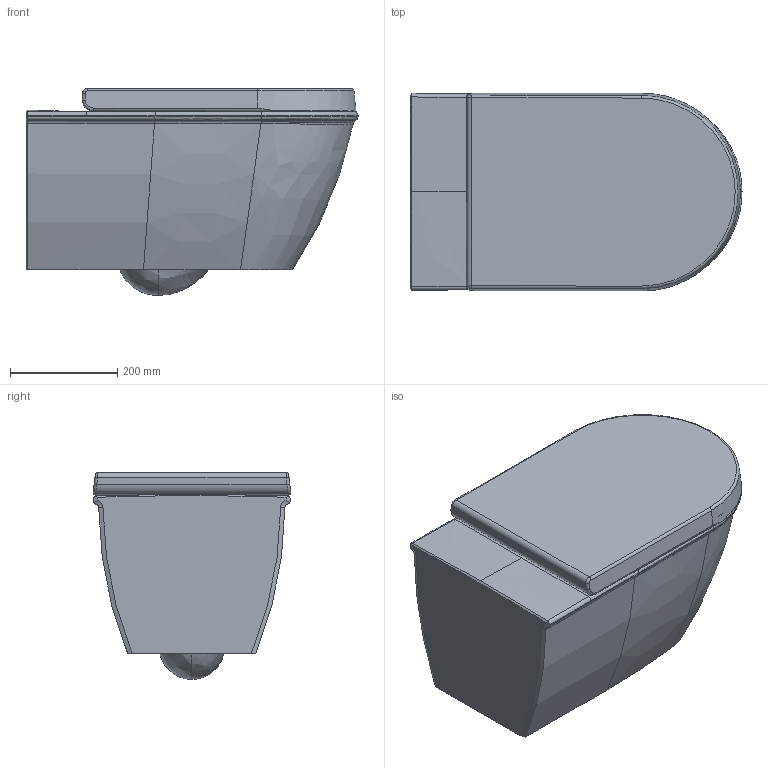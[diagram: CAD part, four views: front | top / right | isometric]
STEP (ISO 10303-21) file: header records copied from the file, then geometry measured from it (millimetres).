
FILE_DESCRIPTION((''),'2;1');
FILE_NAME('254409.stp','2011-05-18T18:39:20',('Administrator'),(''),'Autodesk Inventor 2011','Autodesk Inventor 2011','');
FILE_SCHEMA(('AUTOMOTIVE_DESIGN { 1 0 10303 214 1 1 1 1 }'));
Length unit declared in the file: millimetre
Products named in the file (3): 254409; 006339
Assembly tree (2 placements, depth 2):
  254409
    254409
    006339
Bounding box: 620.01 x 369.17 x 386.32 mm (x, y, z)
Volume: 45059490.4 mm3; surface area: 1370391.1 mm2
Topology: 2 solids, 2 shells, 188 faces, 438 edges, 262 vertices
Faces by surface type: bspline 106, cylinder 40, plane 35, sphere 4, torus 2, cone 1
Full cylindrical faces by diameter (mm): 14 x2
Entity records: 23201 total; most frequent: CARTESIAN_POINT 19433, ORIENTED_EDGE 868, DIRECTION 567, EDGE_CURVE 434, VERTEX_POINT 262, AXIS2_PLACEMENT_3D 219, EDGE_LOOP 200, FACE_OUTER_BOUND 188
